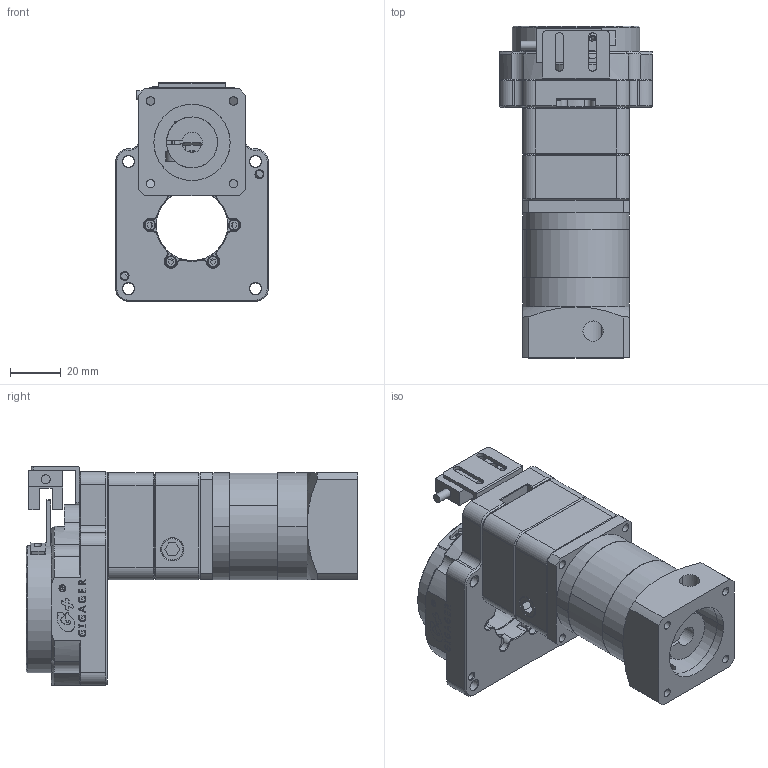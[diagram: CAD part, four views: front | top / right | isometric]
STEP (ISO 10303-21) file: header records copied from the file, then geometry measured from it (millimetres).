
FILE_DESCRIPTION (( 'STEP AP203' ), '1' );
FILE_NAME ('GN60F-20-SC-V2.STEP', '2022-04-07T06:59:08', ( 'Microsoft' ), ( 'Microsoft' ), 'SwSTEP 2.0', 'SolidWorks 2019', '' );
FILE_SCHEMA (( 'CONFIG_CONTROL_DESIGN' ));
Length unit declared in the file: millimetre
Products named in the file (1): GN60F-20-SC-V2
Bounding box: 60 x 130.5 x 86 mm (x, y, z)
Surface area: 52483.8 mm2 (no closed solid volume)
Topology: 0 solids, 38 shells, 443 faces, 1564 edges, 1161 vertices
Faces by surface type: plane 188, cylinder 146, cone 96, torus 7, sphere 4, bspline 2
Full cylindrical faces by diameter (mm): 2.05 x2, 2.5 x6, 3 x6, 3.5 x3, 4.5 x10, 28 x2, 32 x1, 40 x1, 50 x1, 58 x1
Entity records: 20449 total; most frequent: CARTESIAN_POINT 7498, DIRECTION 2574, ORIENTED_EDGE 2332, EDGE_CURVE 1484, VERTEX_POINT 1156, AXIS2_PLACEMENT_3D 913, LINE 748, VECTOR 748
